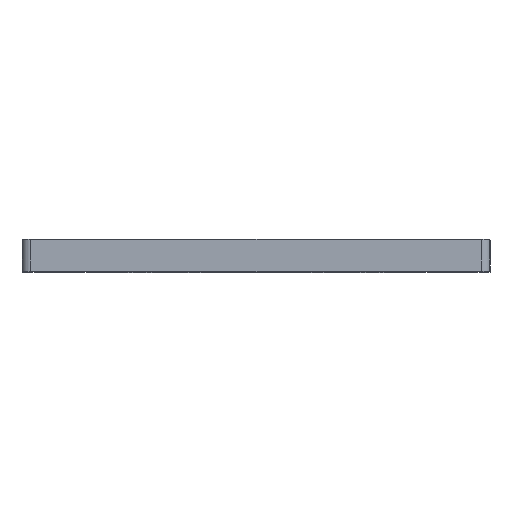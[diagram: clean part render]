
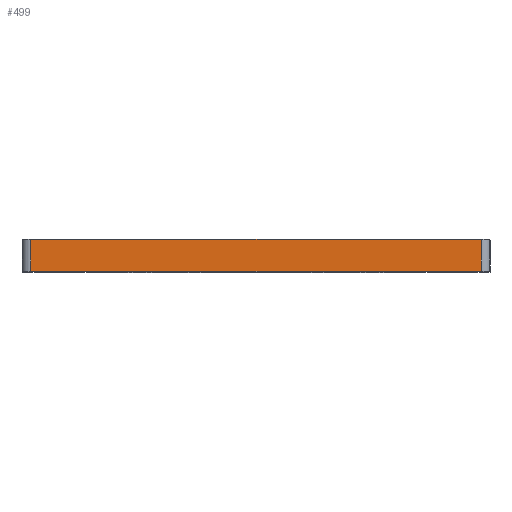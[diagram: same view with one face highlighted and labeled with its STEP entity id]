
A CAD part, top view. The second image highlights one B-rep face of the part: STEP entity #499.
In plain terms, the highlighted planar face has unit normal (0, 0, 1).
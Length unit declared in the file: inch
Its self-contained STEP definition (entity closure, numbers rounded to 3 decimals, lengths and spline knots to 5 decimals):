
#26 = AXIS2_PLACEMENT_3D ( 'NONE', #987, #821, #818 ) ;
#33 = CARTESIAN_POINT ( 'NONE',  ( -0.66, 0.09, 1.40533 ) ) ;
#41 = LINE ( 'NONE', #521, #911 ) ;
#96 = FACE_OUTER_BOUND ( 'NONE', #708, .T. ) ;
#97 = EDGE_CURVE ( 'NONE', #846, #1090, #943, .T. ) ;
#103 = EDGE_CURVE ( 'NONE', #997, #332, #41, .T. ) ;
#140 = EDGE_CURVE ( 'NONE', #997, #1090, #152, .T. ) ;
#152 = LINE ( 'NONE', #33, #731 ) ;
#271 = DIRECTION ( 'NONE',  ( 1., 0., 0. ) ) ;
#278 = LINE ( 'NONE', #695, #948 ) ;
#320 = CARTESIAN_POINT ( 'NONE',  ( -0.635, 0.09, 1.40533 ) ) ;
#332 = VERTEX_POINT ( 'NONE', #643 ) ;
#403 = ORIENTED_EDGE ( 'NONE', *, *, #545, .T. ) ;
#448 = VECTOR ( 'NONE', #666, 39.37008 ) ;
#484 = ORIENTED_EDGE ( 'NONE', *, *, #103, .T. ) ;
#499 = ADVANCED_FACE ( 'NONE', ( #96 ), #833, .F. ) ;
#521 = CARTESIAN_POINT ( 'NONE',  ( -0.635, 0.09, 1.40533 ) ) ;
#530 = ORIENTED_EDGE ( 'NONE', *, *, #140, .F. ) ;
#545 = EDGE_CURVE ( 'NONE', #332, #846, #278, .T. ) ;
#603 = DIRECTION ( 'NONE',  ( 1., 0., 0. ) ) ;
#643 = CARTESIAN_POINT ( 'NONE',  ( -0.635, 0., 1.40533 ) ) ;
#666 = DIRECTION ( 'NONE',  ( 0., 1., 0. ) ) ;
#695 = CARTESIAN_POINT ( 'NONE',  ( -0.66, 0., 1.40533 ) ) ;
#706 = CARTESIAN_POINT ( 'NONE',  ( 0.635, 0.09, 1.40533 ) ) ;
#708 = EDGE_LOOP ( 'NONE', ( #530, #484, #403, #798 ) ) ;
#731 = VECTOR ( 'NONE', #271, 39.37008 ) ;
#733 = CARTESIAN_POINT ( 'NONE',  ( 0.635, 0.09, 1.40533 ) ) ;
#798 = ORIENTED_EDGE ( 'NONE', *, *, #97, .T. ) ;
#818 = DIRECTION ( 'NONE',  ( -1., 0., 0. ) ) ;
#821 = DIRECTION ( 'NONE',  ( 0., 0., -1. ) ) ;
#833 = PLANE ( 'NONE',  #26 ) ;
#846 = VERTEX_POINT ( 'NONE', #1099 ) ;
#911 = VECTOR ( 'NONE', #1106, 39.37008 ) ;
#943 = LINE ( 'NONE', #706, #448 ) ;
#948 = VECTOR ( 'NONE', #603, 39.37008 ) ;
#987 = CARTESIAN_POINT ( 'NONE',  ( -0.66, 0.09, 1.40533 ) ) ;
#997 = VERTEX_POINT ( 'NONE', #320 ) ;
#1090 = VERTEX_POINT ( 'NONE', #733 ) ;
#1099 = CARTESIAN_POINT ( 'NONE',  ( 0.635, 0., 1.40533 ) ) ;
#1106 = DIRECTION ( 'NONE',  ( 0., -1., 0. ) ) ;
